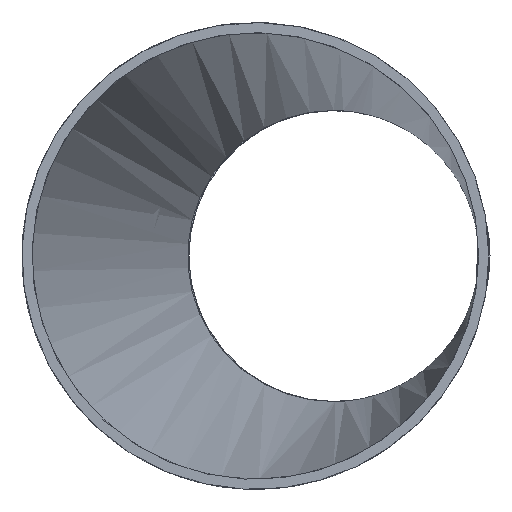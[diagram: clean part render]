
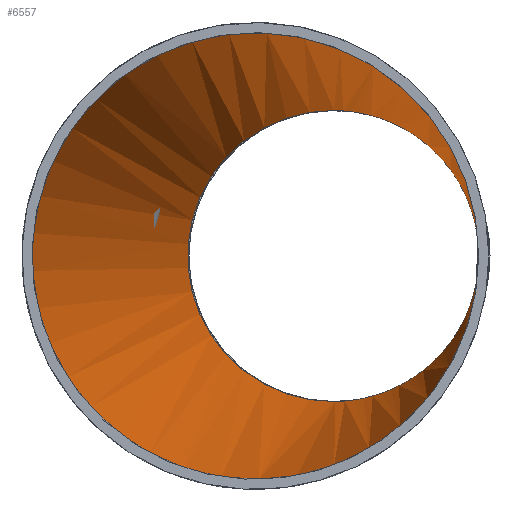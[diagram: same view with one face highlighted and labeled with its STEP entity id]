
A CAD part, left-side view. The second image highlights one B-rep face of the part: STEP entity #6557.
In plain terms, the highlighted free-form (B-spline) face has degree [1, 2] with [2, 9] control points.
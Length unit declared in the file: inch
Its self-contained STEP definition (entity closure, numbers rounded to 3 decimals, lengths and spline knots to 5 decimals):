
#26=(
BOUNDED_SURFACE()
B_SPLINE_SURFACE(1,2,((#15290,#15291,#15292,#15293,#15294,#15295,#15296,
#15297,#15298),(#15299,#15300,#15301,#15302,#15303,#15304,#15305,#15306,
#15307)),.UNSPECIFIED.,.F.,.T.,.F.)
B_SPLINE_SURFACE_WITH_KNOTS((2,2),(3,2,2,2,3),(-0.12777,2.91404),
(-3.14159,-1.5708,0.,1.5708,3.14159),
 .UNSPECIFIED.)
GEOMETRIC_REPRESENTATION_ITEM()
RATIONAL_B_SPLINE_SURFACE(((1.,0.707,1.,0.707,1.,
0.707,1.,0.707,1.),(1.,0.707,1.,0.707,
1.,0.707,1.,0.707,1.)))
REPRESENTATION_ITEM('')
SURFACE()
);
#179=CIRCLE('',#6763,0.935);
#186=CIRCLE('',#6775,0.935);
#187=CIRCLE('',#6776,0.935);
#188=CIRCLE('',#6778,1.435);
#189=CIRCLE('',#6779,1.435);
#1369=FACE_OUTER_BOUND('',#1768,.T.);
#1768=EDGE_LOOP('',(#5926,#5927,#5928,#5929,#5930,#5931,#5932,#5933,#5934));
#2291=B_SPLINE_CURVE_WITH_KNOTS('',3,(#15255,#15256,#15257,#15258),
 .UNSPECIFIED.,.F.,.F.,(4,4),(10.3133,10.31366),
 .UNSPECIFIED.);
#2292=B_SPLINE_CURVE_WITH_KNOTS('',3,(#15260,#15261,#15262,#15263),
 .UNSPECIFIED.,.F.,.F.,(4,4),(3.26597,3.26631),
 .UNSPECIFIED.);
#2293=B_SPLINE_CURVE_WITH_KNOTS('',1,(#15308,#15309),.UNSPECIFIED.,.F.,
 .F.,(2,2),(0.00187,2.83157),.UNSPECIFIED.);
#2947=VERTEX_POINT('',#15244);
#2948=VERTEX_POINT('',#15245);
#2950=VERTEX_POINT('',#15254);
#2951=VERTEX_POINT('',#15259);
#2953=VERTEX_POINT('',#15276);
#2954=VERTEX_POINT('',#15280);
#2955=VERTEX_POINT('',#15281);
#3935=EDGE_CURVE('',#2947,#2948,#179,.T.);
#3940=EDGE_CURVE('',#2950,#2948,#2291,.T.);
#3941=EDGE_CURVE('',#2947,#2951,#2292,.T.);
#3944=EDGE_CURVE('',#2951,#2953,#186,.T.);
#3945=EDGE_CURVE('',#2953,#2950,#187,.T.);
#3946=EDGE_CURVE('',#2954,#2955,#188,.T.);
#3947=EDGE_CURVE('',#2955,#2954,#189,.T.);
#3950=EDGE_CURVE('',#2955,#2953,#2293,.T.);
#5926=ORIENTED_EDGE('',*,*,#3946,.F.);
#5927=ORIENTED_EDGE('',*,*,#3947,.F.);
#5928=ORIENTED_EDGE('',*,*,#3950,.T.);
#5929=ORIENTED_EDGE('',*,*,#3944,.F.);
#5930=ORIENTED_EDGE('',*,*,#3941,.F.);
#5931=ORIENTED_EDGE('',*,*,#3935,.T.);
#5932=ORIENTED_EDGE('',*,*,#3940,.F.);
#5933=ORIENTED_EDGE('',*,*,#3945,.F.);
#5934=ORIENTED_EDGE('',*,*,#3950,.F.);
#6557=ADVANCED_FACE('',(#1369),#26,.T.);
#6763=AXIS2_PLACEMENT_3D('',#15246,#7531,#7532);
#6775=AXIS2_PLACEMENT_3D('',#15277,#7555,#7556);
#6776=AXIS2_PLACEMENT_3D('',#15278,#7557,#7558);
#6778=AXIS2_PLACEMENT_3D('',#15282,#7561,#7562);
#6779=AXIS2_PLACEMENT_3D('',#15283,#7563,#7564);
#7531=DIRECTION('center_axis',(1.,0.,0.));
#7532=DIRECTION('ref_axis',(0.,-0.015,1.));
#7555=DIRECTION('center_axis',(-1.,0.,0.));
#7556=DIRECTION('ref_axis',(0.,-0.015,1.));
#7557=DIRECTION('center_axis',(-1.,0.,0.));
#7558=DIRECTION('ref_axis',(0.,-0.015,1.));
#7561=DIRECTION('center_axis',(1.,0.,0.));
#7562=DIRECTION('ref_axis',(0.,-0.015,1.));
#7563=DIRECTION('center_axis',(1.,0.,0.));
#7564=DIRECTION('ref_axis',(0.,-0.015,1.));
#15244=CARTESIAN_POINT('',(5.74999,-0.23486,-0.93499));
#15245=CARTESIAN_POINT('',(5.74999,-0.23486,0.93499));
#15246=CARTESIAN_POINT('Origin',(5.74999,-0.23087,0.));
#15254=CARTESIAN_POINT('',(5.75,-0.23472,0.93499));
#15255=CARTESIAN_POINT('Ctrl Pts',(5.75,-0.23472,0.93499));
#15256=CARTESIAN_POINT('Ctrl Pts',(5.75,-0.23477,0.93499));
#15257=CARTESIAN_POINT('Ctrl Pts',(5.74999,-0.23482,
0.93499));
#15258=CARTESIAN_POINT('Ctrl Pts',(5.74999,-0.23486,
0.93499));
#15259=CARTESIAN_POINT('',(5.75,-0.23472,-0.93499));
#15260=CARTESIAN_POINT('Ctrl Pts',(5.74999,-0.23486,
-0.93499));
#15261=CARTESIAN_POINT('Ctrl Pts',(5.74999,-0.23482,
-0.93499));
#15262=CARTESIAN_POINT('Ctrl Pts',(5.75,-0.23477,
-0.93499));
#15263=CARTESIAN_POINT('Ctrl Pts',(5.75,-0.23472,-0.93499));
#15276=CARTESIAN_POINT('',(5.75,-0.24504,-0.93489));
#15277=CARTESIAN_POINT('Origin',(5.75,-0.23087,0.));
#15278=CARTESIAN_POINT('Origin',(5.75,-0.23087,0.));
#15280=CARTESIAN_POINT('',(1.75,-1.16587,0.));
#15281=CARTESIAN_POINT('',(1.75,0.24738,-1.43484));
#15282=CARTESIAN_POINT('Origin',(1.75,0.26913,0.));
#15283=CARTESIAN_POINT('Origin',(1.75,0.26913,0.));
#15290=CARTESIAN_POINT('Ctrl Pts',(1.56675,0.26994,-1.45774));
#15291=CARTESIAN_POINT('Ctrl Pts',(1.7435,1.70575,-1.45774));
#15292=CARTESIAN_POINT('Ctrl Pts',(1.7435,1.70575,0.));
#15293=CARTESIAN_POINT('Ctrl Pts',(1.7435,1.70575,1.45774));
#15294=CARTESIAN_POINT('Ctrl Pts',(1.56675,0.26994,1.45774));
#15295=CARTESIAN_POINT('Ctrl Pts',(1.38999,-1.16587,1.45774));
#15296=CARTESIAN_POINT('Ctrl Pts',(1.38999,-1.16587,0.));
#15297=CARTESIAN_POINT('Ctrl Pts',(1.38999,-1.16587,-1.45774));
#15298=CARTESIAN_POINT('Ctrl Pts',(1.56675,0.26994,-1.45774));
#15299=CARTESIAN_POINT('Ctrl Pts',(5.86658,-0.2594,
-0.92032));
#15300=CARTESIAN_POINT('Ctrl Pts',(5.97817,0.64708,-0.92032));
#15301=CARTESIAN_POINT('Ctrl Pts',(5.97817,0.64708,0.));
#15302=CARTESIAN_POINT('Ctrl Pts',(5.97817,0.64708,0.92032));
#15303=CARTESIAN_POINT('Ctrl Pts',(5.86658,-0.2594,
0.92032));
#15304=CARTESIAN_POINT('Ctrl Pts',(5.75499,-1.16587,0.92032));
#15305=CARTESIAN_POINT('Ctrl Pts',(5.75499,-1.16587,0.));
#15306=CARTESIAN_POINT('Ctrl Pts',(5.75499,-1.16587,-0.92032));
#15307=CARTESIAN_POINT('Ctrl Pts',(5.86658,-0.2594,
-0.92032));
#15308=CARTESIAN_POINT('Ctrl Pts',(1.75,0.24738,-1.43484));
#15309=CARTESIAN_POINT('Ctrl Pts',(5.75,-0.24504,-0.93489));
